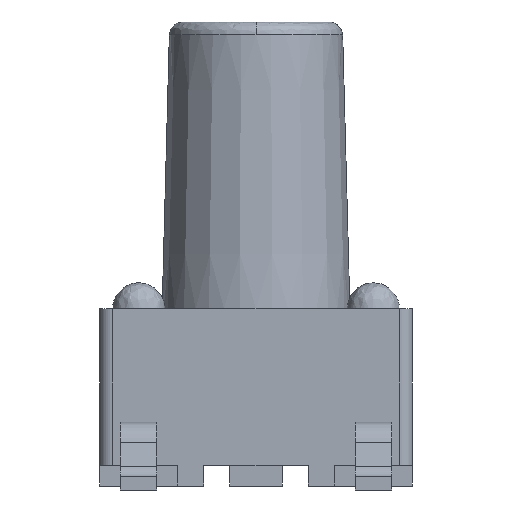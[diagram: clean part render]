
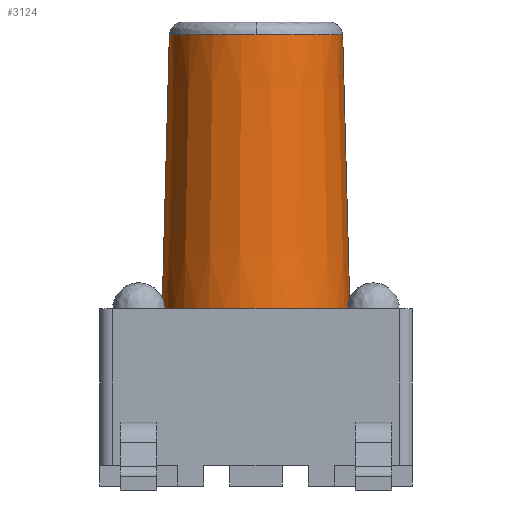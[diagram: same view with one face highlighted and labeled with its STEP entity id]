
A CAD part, left-side view. The second image highlights one B-rep face of the part: STEP entity #3124.
In plain terms, the highlighted conical face has half-angle 1.5 degrees and reference radius 1.8 mm.
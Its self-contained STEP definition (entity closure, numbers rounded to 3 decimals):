
#3 = AXIS2_PLACEMENT_3D ( 'NONE', #125, #2957, #536 ) ;
#17 = AXIS2_PLACEMENT_3D ( 'NONE', #2939, #516, #3310 ) ;
#125 = CARTESIAN_POINT ( 'NONE',  ( 0., 8.657, 0. ) ) ;
#164 = CARTESIAN_POINT ( 'NONE',  ( -1.662, 8.657, 0. ) ) ;
#516 = DIRECTION ( 'NONE',  ( 0., -1., 0. ) ) ;
#536 = DIRECTION ( 'NONE',  ( 0., 0., 1. ) ) ;
#766 = VERTEX_POINT ( 'NONE', #164 ) ;
#906 = DIRECTION ( 'NONE',  ( 0.026, -1., 0. ) ) ;
#948 = VERTEX_POINT ( 'NONE', #5443 ) ;
#1286 = DIRECTION ( 'NONE',  ( 1., 0., 0. ) ) ;
#1338 = LINE ( 'NONE', #2541, #4634 ) ;
#1464 = EDGE_CURVE ( 'NONE', #948, #766, #2285, .T. ) ;
#1490 = EDGE_CURVE ( 'NONE', #3009, #948, #3119, .T. ) ;
#1492 = EDGE_CURVE ( 'NONE', #3009, #3714, #1338, .T. ) ;
#1499 = EDGE_CURVE ( 'NONE', #2244, #3714, #4963, .T. ) ;
#1516 = VECTOR ( 'NONE', #2899, 1000. ) ;
#1594 = LINE ( 'NONE', #5198, #1516 ) ;
#1627 = CARTESIAN_POINT ( 'NONE',  ( 0., 3.4, 0. ) ) ;
#1663 = ORIENTED_EDGE ( 'NONE', *, *, #1490, .T. ) ;
#1691 = ORIENTED_EDGE ( 'NONE', *, *, #1464, .T. ) ;
#1723 = ORIENTED_EDGE ( 'NONE', *, *, #1492, .F. ) ;
#1946 = ORIENTED_EDGE ( 'NONE', *, *, #2717, .T. ) ;
#2076 = DIRECTION ( 'NONE',  ( 1., 0., 0. ) ) ;
#2244 = VERTEX_POINT ( 'NONE', #2528 ) ;
#2285 = CIRCLE ( 'NONE', #17, 1.662 ) ;
#2528 = CARTESIAN_POINT ( 'NONE',  ( -1.8, 3.4, 0. ) ) ;
#2541 = CARTESIAN_POINT ( 'NONE',  ( 1.8, 3.4, 0. ) ) ;
#2717 = EDGE_CURVE ( 'NONE', #766, #2244, #1594, .T. ) ;
#2899 = DIRECTION ( 'NONE',  ( -0.026, -1., 0. ) ) ;
#2939 = CARTESIAN_POINT ( 'NONE',  ( 0., 8.657, 0. ) ) ;
#2957 = DIRECTION ( 'NONE',  ( 0., -1., 0. ) ) ;
#3009 = VERTEX_POINT ( 'NONE', #3464 ) ;
#3119 = CIRCLE ( 'NONE', #3, 1.662 ) ;
#3124 = ADVANCED_FACE ( 'NONE', ( #3726 ), #3405, .T. ) ;
#3310 = DIRECTION ( 'NONE',  ( 0., 0., 1. ) ) ;
#3332 = ORIENTED_EDGE ( 'NONE', *, *, #1499, .T. ) ;
#3405 = CONICAL_SURFACE ( 'NONE', #4601, 1.8, 0.026 ) ;
#3464 = CARTESIAN_POINT ( 'NONE',  ( 1.662, 8.657, 0. ) ) ;
#3650 = CARTESIAN_POINT ( 'NONE',  ( 1.8, 3.4, 0. ) ) ;
#3714 = VERTEX_POINT ( 'NONE', #3650 ) ;
#3726 = FACE_OUTER_BOUND ( 'NONE', #5473, .T. ) ;
#3848 = CARTESIAN_POINT ( 'NONE',  ( 0., 3.4, 0. ) ) ;
#3886 = AXIS2_PLACEMENT_3D ( 'NONE', #1627, #4856, #2076 ) ;
#4601 = AXIS2_PLACEMENT_3D ( 'NONE', #3848, #5306, #1286 ) ;
#4634 = VECTOR ( 'NONE', #906, 1000. ) ;
#4856 = DIRECTION ( 'NONE',  ( 0., 1., 0. ) ) ;
#4963 = CIRCLE ( 'NONE', #3886, 1.8 ) ;
#5198 = CARTESIAN_POINT ( 'NONE',  ( -1.8, 3.4, 0. ) ) ;
#5306 = DIRECTION ( 'NONE',  ( 0., -1., 0. ) ) ;
#5443 = CARTESIAN_POINT ( 'NONE',  ( 0., 8.657, 1.662 ) ) ;
#5473 = EDGE_LOOP ( 'NONE', ( #1663, #1691, #1946, #3332, #1723 ) ) ;
